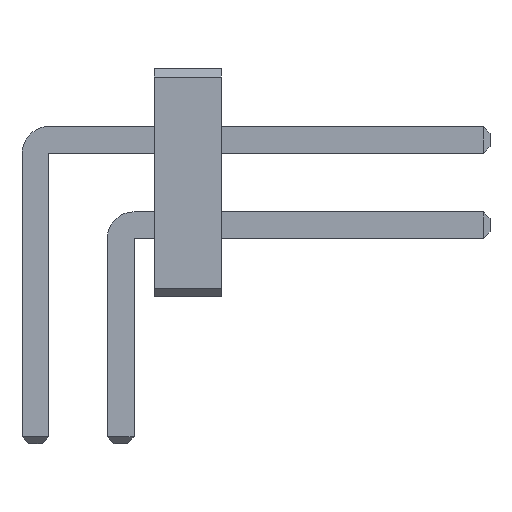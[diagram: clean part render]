
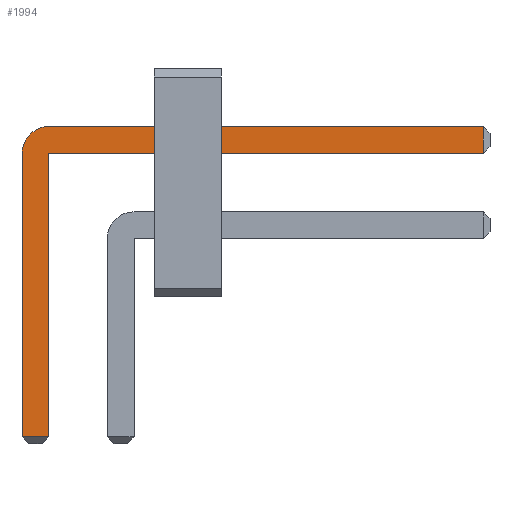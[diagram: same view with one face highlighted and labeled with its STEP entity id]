
A CAD part, front view. The second image highlights one B-rep face of the part: STEP entity #1994.
In plain terms, the highlighted planar face has unit normal (0, -1, 0).
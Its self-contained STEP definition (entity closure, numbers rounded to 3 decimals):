
#13=DIRECTION('',(0.,0.,1.));
#841=VECTOR('',#13,1.);
#1796=VECTOR('',#1797,1.);
#1797=DIRECTION('',(1.,0.,0.));
#1803=VECTOR('',#1804,1.);
#1804=DIRECTION('',(0.,0.,-1.));
#1811=VECTOR('',#1812,1.);
#1812=DIRECTION('',(-1.,0.,0.));
#1833=DIRECTION('',(-0.,1.,0.));
#1837=DIRECTION('',(0.,1.,0.));
#1838=DIRECTION('',(0.,0.,1.));
#1845=VERTEX_POINT('',#1846);
#1846=CARTESIAN_POINT('',(0.2,-16.71,2.535));
#1848=ORIENTED_EDGE('',*,*,#1849,.T.);
#1849=EDGE_CURVE('',#1845,#1850,#1852,.T.);
#1850=VERTEX_POINT('',#1851);
#1851=CARTESIAN_POINT('',(6.67,-16.71,2.535));
#1852=LINE('',#1853,#1796);
#1853=CARTESIAN_POINT('',(-0.2,-16.71,2.535));
#1890=EDGE_CURVE('',#1891,#1845,#1893,.T.);
#1891=VERTEX_POINT('',#1892);
#1892=CARTESIAN_POINT('',(-0.2,-16.71,2.135));
#1893=CIRCLE('',#1894,0.4);
#1894=AXIS2_PLACEMENT_3D('',#1895,#1833,#1804);
#1895=CARTESIAN_POINT('',(0.2,-16.71,2.135));
#1907=VERTEX_POINT('',#1908);
#1908=CARTESIAN_POINT('',(6.67,-16.71,2.135));
#1910=ORIENTED_EDGE('',*,*,#1911,.T.);
#1911=EDGE_CURVE('',#1907,#1912,#1913,.T.);
#1912=VERTEX_POINT('',#1895);
#1913=LINE('',#1914,#1811);
#1914=CARTESIAN_POINT('',(6.77,-16.71,2.135));
#1926=VERTEX_POINT('',#1927);
#1927=CARTESIAN_POINT('',(-0.2,-16.71,-2.085));
#1929=ORIENTED_EDGE('',*,*,#1930,.T.);
#1930=EDGE_CURVE('',#1926,#1891,#1931,.T.);
#1931=LINE('',#1932,#841);
#1932=CARTESIAN_POINT('',(-0.2,-16.71,-2.185));
#1940=ORIENTED_EDGE('',*,*,#1941,.T.);
#1941=EDGE_CURVE('',#1912,#1942,#1944,.T.);
#1942=VERTEX_POINT('',#1943);
#1943=CARTESIAN_POINT('',(0.2,-16.71,-2.085));
#1944=LINE('',#1895,#1803);
#1994=ADVANCED_FACE('',(#1995),#2004,.F.);
#1995=FACE_BOUND('',#1996,.F.);
#1996=EDGE_LOOP('',(#1848,#1997,#1910,#1940,#2000,#1929,#2003));
#1997=ORIENTED_EDGE('',*,*,#1998,.T.);
#1998=EDGE_CURVE('',#1850,#1907,#1999,.T.);
#1999=LINE('',#1851,#1803);
#2000=ORIENTED_EDGE('',*,*,#2001,.T.);
#2001=EDGE_CURVE('',#1942,#1926,#2002,.T.);
#2002=LINE('',#1943,#1811);
#2003=ORIENTED_EDGE('',*,*,#1890,.T.);
#2004=PLANE('',#2005);
#2005=AXIS2_PLACEMENT_3D('',#2006,#1837,#1838);
#2006=CARTESIAN_POINT('',(2.071,-16.71,1.389));
